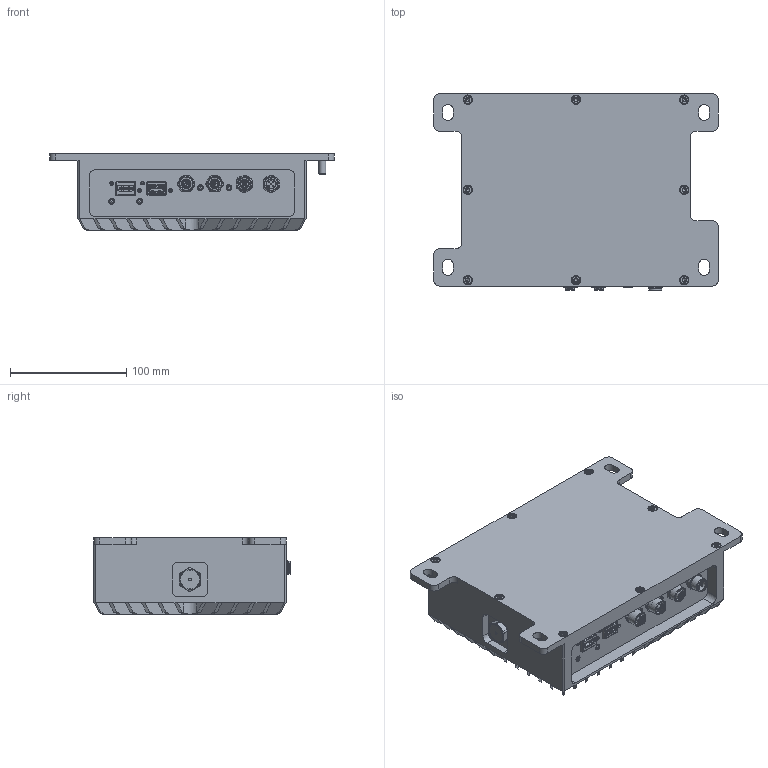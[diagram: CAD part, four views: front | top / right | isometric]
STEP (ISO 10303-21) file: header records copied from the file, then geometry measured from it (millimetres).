
FILE_DESCRIPTION(/* description */ (''),/* implementation_level */ '2;1');
FILE_NAME(/* name */ 'RPC-RSA3N.stp',/* time_stamp */ '2021-01-21T15:24:57+01:00',/* author */ ('AM'),/* organization */ (''),/* preprocessor_version */ 'ST-DEVELOPER v17.2',/* originating_system */ 'Autodesk Inventor 2019',/* authorisation */ '');
FILE_SCHEMA (('AUTOMOTIVE_DESIGN { 1 0 10303 214 3 1 1 }'));
Products named in the file (1): RPC-RSA3N_Shrinkwrap_1
Bounding box: 244 x 168.5 x 66 mm (x, y, z)
Volume: 780291.7 mm3; surface area: 276743.1 mm2
Topology: 1 solids, 791 shells, 3921 faces, 13792 edges, 10837 vertices
Faces by surface type: plane 1947, cylinder 1248, cone 313, bspline 219, torus 182, sphere 12
Full cylindrical faces by diameter (mm): 0.725 x16, 0.8 x16, 1 x30, 1.1 x7, 1.29 x16, 1.9 x2, 2 x4, 2.2 x1, 2.39 x2, 2.459 x8, 2.9 x8, 3 x4, 3.2 x4, 5 x6, 5.5 x8, 6 x3, 7 x12, 8 x9, 8.05 x1, 8.2 x2, 10.45 x1, 11 x4, 11.999 x1, 12 x4, 12.2 x4, 13 x2, 13.5 x1, 17.435 x1
Entity records: 177944 total; most frequent: CARTESIAN_POINT 55417, DIRECTION 24311, ORIENTED_EDGE 22060, EDGE_CURVE 13755, VERTEX_POINT 10837, AXIS2_PLACEMENT_3D 8198, LINE 7915, VECTOR 7915
